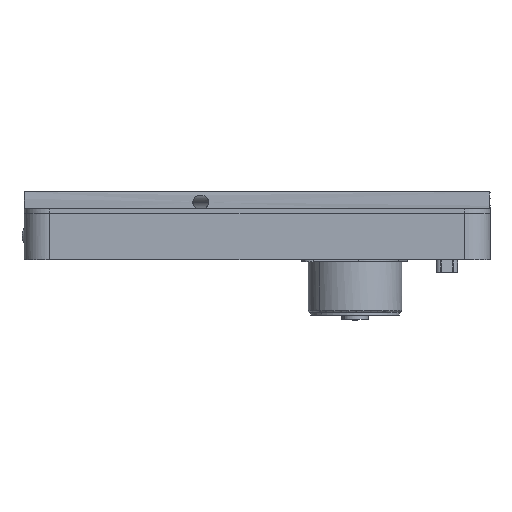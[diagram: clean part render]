
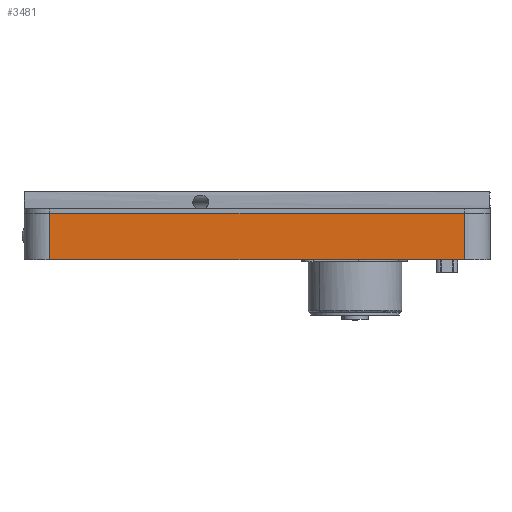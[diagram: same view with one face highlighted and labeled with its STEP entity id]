
A CAD part, left-side view. The second image highlights one B-rep face of the part: STEP entity #3481.
In plain terms, the highlighted planar face has unit normal (-1, 0, 0).
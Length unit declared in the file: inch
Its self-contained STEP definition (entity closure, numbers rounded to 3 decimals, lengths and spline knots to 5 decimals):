
#1349 = CARTESIAN_POINT ( 'NONE',  ( -3.17, -3.025, 0.675 ) ) ;
#1770 = CARTESIAN_POINT ( 'NONE',  ( -3.17, -3.025, 0. ) ) ;
#2448 = B_SPLINE_CURVE_WITH_KNOTS ( 'NONE', 3,
 ( #16690, #17050, #18838, #1349 ),
 .UNSPECIFIED., .F., .F.,
 ( 4, 4 ),
 ( 0., 1. ),
 .UNSPECIFIED. ) ;
#2530 = CARTESIAN_POINT ( 'NONE',  ( -3.17, -3.025, 0.675 ) ) ;
#2692 = VERTEX_POINT ( 'NONE', #16042 ) ;
#3080 = B_SPLINE_CURVE_WITH_KNOTS ( 'NONE', 3,
 ( #11412, #16747, #22099, #16815 ),
 .UNSPECIFIED., .F., .F.,
 ( 4, 4 ),
 ( 0., 1. ),
 .UNSPECIFIED. ) ;
#3481 = ADVANCED_FACE ( 'NONE', ( #17844 ), #13128, .F. ) ;
#4212 = CARTESIAN_POINT ( 'NONE',  ( -3.17, 3.025, 0.225 ) ) ;
#4266 = EDGE_CURVE ( 'NONE', #2692, #10144, #4808, .T. ) ;
#4438 = AXIS2_PLACEMENT_3D ( 'NONE', #2530, #20252, #9710 ) ;
#4808 = B_SPLINE_CURVE_WITH_KNOTS ( 'NONE', 3,
 ( #14582, #4212, #20160, #7994 ),
 .UNSPECIFIED., .F., .F.,
 ( 4, 4 ),
 ( 0., 1. ),
 .UNSPECIFIED. ) ;
#5189 = CARTESIAN_POINT ( 'NONE',  ( -3.17, -3.025, 0.675 ) ) ;
#5281 = EDGE_CURVE ( 'NONE', #18281, #18642, #8979, .T. ) ;
#7994 = CARTESIAN_POINT ( 'NONE',  ( -3.17, 3.025, 0.675 ) ) ;
#8149 = EDGE_CURVE ( 'NONE', #10144, #18281, #2448, .T. ) ;
#8979 = B_SPLINE_CURVE_WITH_KNOTS ( 'NONE', 3,
 ( #21193, #22974, #12348, #1770 ),
 .UNSPECIFIED., .F., .F.,
 ( 4, 4 ),
 ( 0., 1. ),
 .UNSPECIFIED. ) ;
#9710 = DIRECTION ( 'NONE',  ( 0., 1., 0. ) ) ;
#10144 = VERTEX_POINT ( 'NONE', #14047 ) ;
#11212 = EDGE_CURVE ( 'NONE', #2692, #18642, #3080, .T. ) ;
#11412 = CARTESIAN_POINT ( 'NONE',  ( -3.17, 3.025, 0. ) ) ;
#12348 = CARTESIAN_POINT ( 'NONE',  ( -3.17, -3.025, 0.225 ) ) ;
#13088 = CARTESIAN_POINT ( 'NONE',  ( -3.17, -3.025, 0. ) ) ;
#13128 = PLANE ( 'NONE',  #4438 ) ;
#14047 = CARTESIAN_POINT ( 'NONE',  ( -3.17, 3.025, 0.675 ) ) ;
#14582 = CARTESIAN_POINT ( 'NONE',  ( -3.17, 3.025, 0. ) ) ;
#15465 = ORIENTED_EDGE ( 'NONE', *, *, #4266, .F. ) ;
#16042 = CARTESIAN_POINT ( 'NONE',  ( -3.17, 3.025, 0. ) ) ;
#16619 = EDGE_LOOP ( 'NONE', ( #21644, #16886, #15465, #22347 ) ) ;
#16690 = CARTESIAN_POINT ( 'NONE',  ( -3.17, 3.025, 0.675 ) ) ;
#16747 = CARTESIAN_POINT ( 'NONE',  ( -3.17, 1.00833, 0. ) ) ;
#16815 = CARTESIAN_POINT ( 'NONE',  ( -3.17, -3.025, 0. ) ) ;
#16886 = ORIENTED_EDGE ( 'NONE', *, *, #8149, .F. ) ;
#17050 = CARTESIAN_POINT ( 'NONE',  ( -3.17, 1.00833, 0.675 ) ) ;
#17844 = FACE_OUTER_BOUND ( 'NONE', #16619, .T. ) ;
#18281 = VERTEX_POINT ( 'NONE', #5189 ) ;
#18642 = VERTEX_POINT ( 'NONE', #13088 ) ;
#18838 = CARTESIAN_POINT ( 'NONE',  ( -3.17, -1.00833, 0.675 ) ) ;
#20160 = CARTESIAN_POINT ( 'NONE',  ( -3.17, 3.025, 0.45 ) ) ;
#20252 = DIRECTION ( 'NONE',  ( 1., 0., 0. ) ) ;
#21193 = CARTESIAN_POINT ( 'NONE',  ( -3.17, -3.025, 0.675 ) ) ;
#21644 = ORIENTED_EDGE ( 'NONE', *, *, #5281, .F. ) ;
#22099 = CARTESIAN_POINT ( 'NONE',  ( -3.17, -1.00833, 0. ) ) ;
#22347 = ORIENTED_EDGE ( 'NONE', *, *, #11212, .T. ) ;
#22974 = CARTESIAN_POINT ( 'NONE',  ( -3.17, -3.025, 0.45 ) ) ;
